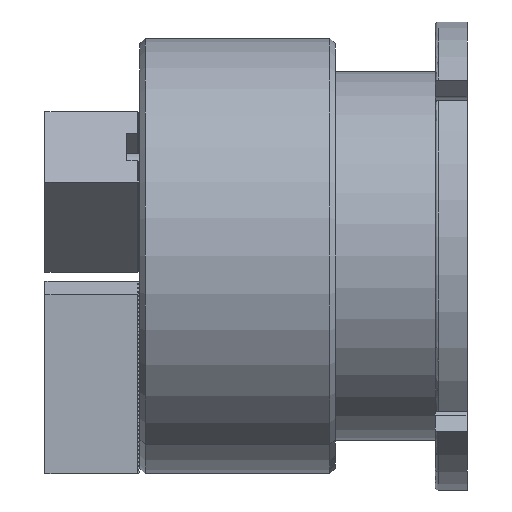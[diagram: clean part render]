
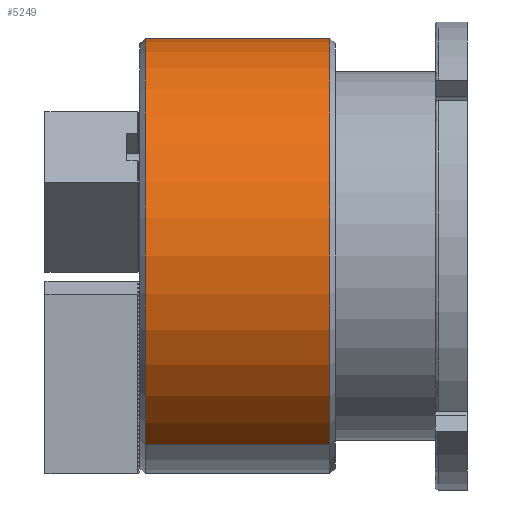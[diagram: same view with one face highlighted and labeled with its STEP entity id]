
A CAD part, left-side view. The second image highlights one B-rep face of the part: STEP entity #5249.
In plain terms, the highlighted cylindrical face has radius 82.5 mm (diameter 165 mm), a partial arc.
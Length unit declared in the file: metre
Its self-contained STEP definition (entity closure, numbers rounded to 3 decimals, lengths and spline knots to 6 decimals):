
#245 = VERTEX_POINT ( 'NONE', #21057 ) ;
#1924 = CARTESIAN_POINT ( 'NONE',  ( 0., 0., 0. ) ) ;
#2233 = DIRECTION ( 'NONE',  ( 0., 0., 1. ) ) ;
#3914 = DIRECTION ( 'NONE',  ( -1., 0., 0. ) ) ;
#4980 = CARTESIAN_POINT ( 'NONE',  ( 0.072, 0., 0.0825 ) ) ;
#5249 = ADVANCED_FACE ( 'NONE', ( #19128 ), #28393, .T. ) ;
#5269 = AXIS2_PLACEMENT_3D ( 'NONE', #20956, #16079, #31342 ) ;
#5954 = VECTOR ( 'NONE', #3914, 1. ) ;
#6690 = VECTOR ( 'NONE', #11543, 1. ) ;
#6709 = EDGE_LOOP ( 'NONE', ( #9026, #19900, #10429, #7532 ) ) ;
#7532 = ORIENTED_EDGE ( 'NONE', *, *, #23232, .F. ) ;
#7874 = VERTEX_POINT ( 'NONE', #4980 ) ;
#8117 = AXIS2_PLACEMENT_3D ( 'NONE', #1924, #31906, #2233 ) ;
#9026 = ORIENTED_EDGE ( 'NONE', *, *, #26446, .T. ) ;
#10429 = ORIENTED_EDGE ( 'NONE', *, *, #19413, .T. ) ;
#11543 = DIRECTION ( 'NONE',  ( -1., 0., 0. ) ) ;
#12925 = LINE ( 'NONE', #30873, #5954 ) ;
#14491 = EDGE_CURVE ( 'NONE', #245, #26328, #12925, .T. ) ;
#14541 = CIRCLE ( 'NONE', #26881, 0.0825 ) ;
#16079 = DIRECTION ( 'NONE',  ( -1., 0., 0. ) ) ;
#18387 = VERTEX_POINT ( 'NONE', #27576 ) ;
#19128 = FACE_OUTER_BOUND ( 'NONE', #6709, .T. ) ;
#19413 = EDGE_CURVE ( 'NONE', #26328, #18387, #14541, .T. ) ;
#19900 = ORIENTED_EDGE ( 'NONE', *, *, #14491, .T. ) ;
#20956 = CARTESIAN_POINT ( 'NONE',  ( 0.072, 0., 0. ) ) ;
#21057 = CARTESIAN_POINT ( 'NONE',  ( 0.072, 0., -0.0825 ) ) ;
#23232 = EDGE_CURVE ( 'NONE', #7874, #18387, #29123, .T. ) ;
#24202 = DIRECTION ( 'NONE',  ( 1., 0., 0. ) ) ;
#24394 = CIRCLE ( 'NONE', #5269, 0.0825 ) ;
#24950 = CARTESIAN_POINT ( 'NONE',  ( 0.002, 0., -0.0825 ) ) ;
#26328 = VERTEX_POINT ( 'NONE', #24950 ) ;
#26446 = EDGE_CURVE ( 'NONE', #7874, #245, #24394, .T. ) ;
#26881 = AXIS2_PLACEMENT_3D ( 'NONE', #31543, #24202, #29160 ) ;
#27576 = CARTESIAN_POINT ( 'NONE',  ( 0.002, 0., 0.0825 ) ) ;
#28393 = CYLINDRICAL_SURFACE ( 'NONE', #8117, 0.0825 ) ;
#29067 = CARTESIAN_POINT ( 'NONE',  ( 0., 0., 0.0825 ) ) ;
#29123 = LINE ( 'NONE', #29067, #6690 ) ;
#29160 = DIRECTION ( 'NONE',  ( 0., 0., -1. ) ) ;
#30873 = CARTESIAN_POINT ( 'NONE',  ( 0., 0., -0.0825 ) ) ;
#31342 = DIRECTION ( 'NONE',  ( 0., 0., 1. ) ) ;
#31543 = CARTESIAN_POINT ( 'NONE',  ( 0.002, 0., 0. ) ) ;
#31906 = DIRECTION ( 'NONE',  ( -1., 0., 0. ) ) ;
